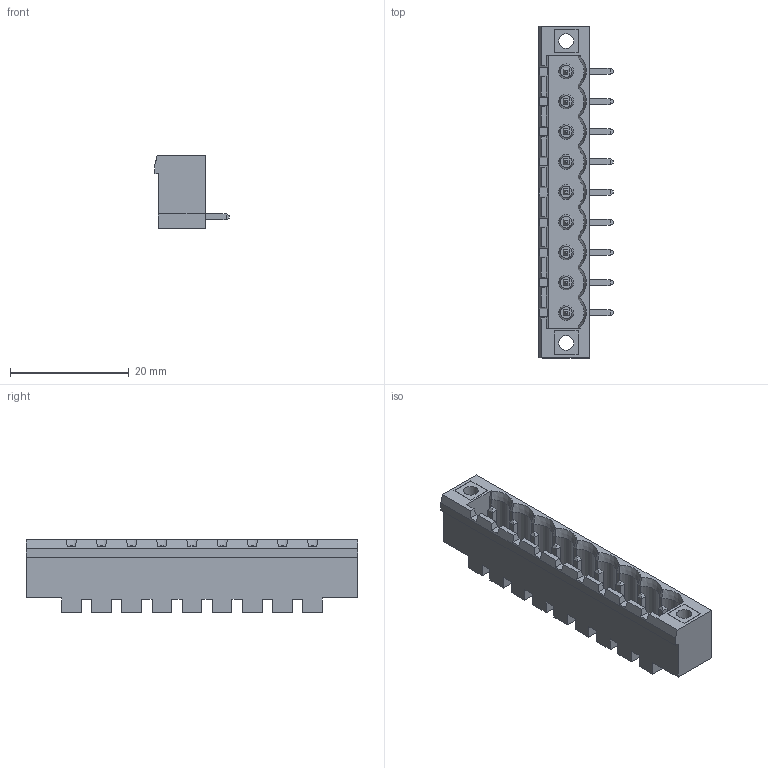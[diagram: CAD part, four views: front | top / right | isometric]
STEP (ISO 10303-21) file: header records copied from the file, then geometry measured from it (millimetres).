
FILE_DESCRIPTION( ( 'STEP AP214' ), '1' );
FILE_NAME( 'PV09-5,08-H-K.stp', ' ', ( ' ' ), ( ' ' ), 'PSStep 14.0', 'VISI 19.0', ' ' );
FILE_SCHEMA( ( 'AUTOMOTIVE_DESIGN { 1 0 10303 214 1 1 1 1 }' ) );
Length unit declared in the file: millimetre
Products named in the file (1): 1
Bounding box: 12.5 x 55.88 x 12.2 mm (x, y, z)
Volume: 2689.4 mm3; surface area: 4384.9 mm2
Topology: 1 solids, 1 shells, 382 faces, 975 edges, 617 vertices
Faces by surface type: plane 342, cylinder 22, cone 18
Full cylindrical faces by diameter (mm): 2.5 x2, 4 x2
Entity records: 14191 total; most frequent: CARTESIAN_POINT 1998, ORIENTED_EDGE 1906, DIRECTION 1772, EDGE_CURVE 953, LINE 864, VECTOR 864, VERTEX_POINT 608, AXIS2_PLACEMENT_3D 454
